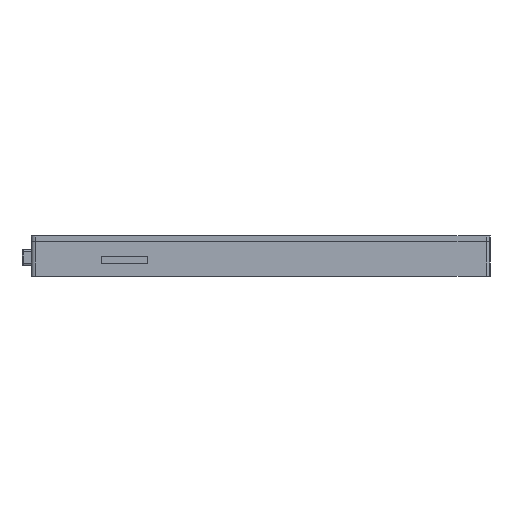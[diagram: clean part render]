
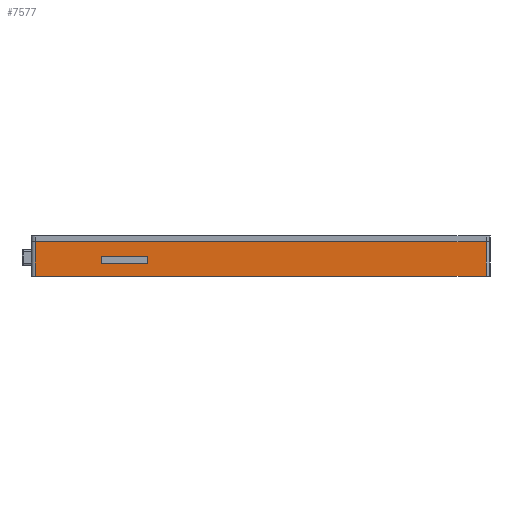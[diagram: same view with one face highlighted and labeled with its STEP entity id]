
A CAD part, left-side view. The second image highlights one B-rep face of the part: STEP entity #7577.
In plain terms, the highlighted planar face has unit normal (-1, 0, 0).
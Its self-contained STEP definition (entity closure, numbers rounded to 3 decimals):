
#571=FACE_BOUND('',#1256,.T.);
#608=PLANE('',#8055);
#822=FACE_OUTER_BOUND('',#1255,.T.);
#1255=EDGE_LOOP('',(#5216,#5217,#5218,#5219));
#1256=EDGE_LOOP('',(#5220,#5221,#5222,#5223));
#1725=LINE('',#9816,#2461);
#1726=LINE('',#9819,#2462);
#1727=LINE('',#9821,#2463);
#1728=LINE('',#9822,#2464);
#1729=LINE('',#9825,#2465);
#1730=LINE('',#9827,#2466);
#1731=LINE('',#9829,#2467);
#1732=LINE('',#9830,#2468);
#2461=VECTOR('',#8401,10.);
#2462=VECTOR('',#8404,10.);
#2463=VECTOR('',#8405,10.);
#2464=VECTOR('',#8406,10.);
#2465=VECTOR('',#8407,10.);
#2466=VECTOR('',#8408,10.);
#2467=VECTOR('',#8409,10.);
#2468=VECTOR('',#8410,10.);
#3280=VERTEX_POINT('',#9809);
#3283=VERTEX_POINT('',#9814);
#3284=VERTEX_POINT('',#9818);
#3285=VERTEX_POINT('',#9820);
#3286=VERTEX_POINT('',#9823);
#3287=VERTEX_POINT('',#9824);
#3288=VERTEX_POINT('',#9826);
#3289=VERTEX_POINT('',#9828);
#4051=EDGE_CURVE('',#3283,#3280,#1725,.T.);
#4052=EDGE_CURVE('',#3284,#3283,#1726,.T.);
#4053=EDGE_CURVE('',#3285,#3284,#1727,.T.);
#4054=EDGE_CURVE('',#3285,#3280,#1728,.T.);
#4055=EDGE_CURVE('',#3286,#3287,#1729,.T.);
#4056=EDGE_CURVE('',#3287,#3288,#1730,.T.);
#4057=EDGE_CURVE('',#3288,#3289,#1731,.T.);
#4058=EDGE_CURVE('',#3289,#3286,#1732,.T.);
#5216=ORIENTED_EDGE('',*,*,#4051,.F.);
#5217=ORIENTED_EDGE('',*,*,#4052,.F.);
#5218=ORIENTED_EDGE('',*,*,#4053,.F.);
#5219=ORIENTED_EDGE('',*,*,#4054,.T.);
#5220=ORIENTED_EDGE('',*,*,#4055,.T.);
#5221=ORIENTED_EDGE('',*,*,#4056,.T.);
#5222=ORIENTED_EDGE('',*,*,#4057,.T.);
#5223=ORIENTED_EDGE('',*,*,#4058,.T.);
#7577=ADVANCED_FACE('',(#822,#571),#608,.T.);
#8055=AXIS2_PLACEMENT_3D('',#9817,#8402,#8403);
#8401=DIRECTION('',(0.,0.,1.));
#8402=DIRECTION('center_axis',(-1.,0.,0.));
#8403=DIRECTION('ref_axis',(0.,0.,1.));
#8404=DIRECTION('',(0.,1.,0.));
#8405=DIRECTION('',(0.,0.,-1.));
#8406=DIRECTION('',(0.,1.,0.));
#8407=DIRECTION('',(0.,0.,-1.));
#8408=DIRECTION('',(0.,1.,0.));
#8409=DIRECTION('',(0.,0.,1.));
#8410=DIRECTION('',(0.,-1.,0.));
#9809=CARTESIAN_POINT('',(-87.6,57.1,8.7));
#9814=CARTESIAN_POINT('',(-87.6,57.1,0.));
#9816=CARTESIAN_POINT('',(-87.6,57.1,0.));
#9817=CARTESIAN_POINT('Origin',(-87.6,57.6,0.));
#9818=CARTESIAN_POINT('',(-87.6,-57.1,0.));
#9819=CARTESIAN_POINT('',(-87.6,57.6,0.));
#9820=CARTESIAN_POINT('',(-87.6,-57.1,8.7));
#9821=CARTESIAN_POINT('',(-87.6,-57.1,0.));
#9822=CARTESIAN_POINT('',(-87.6,28.8,8.7));
#9823=CARTESIAN_POINT('',(-87.6,28.6,5.1));
#9824=CARTESIAN_POINT('',(-87.6,28.6,3.23));
#9825=CARTESIAN_POINT('',(-87.6,28.6,2.468));
#9826=CARTESIAN_POINT('',(-87.6,40.3,3.23));
#9827=CARTESIAN_POINT('',(-87.6,48.95,3.23));
#9828=CARTESIAN_POINT('',(-87.6,40.3,5.1));
#9829=CARTESIAN_POINT('',(-87.6,40.3,2.55));
#9830=CARTESIAN_POINT('',(-87.6,43.1,5.1));
